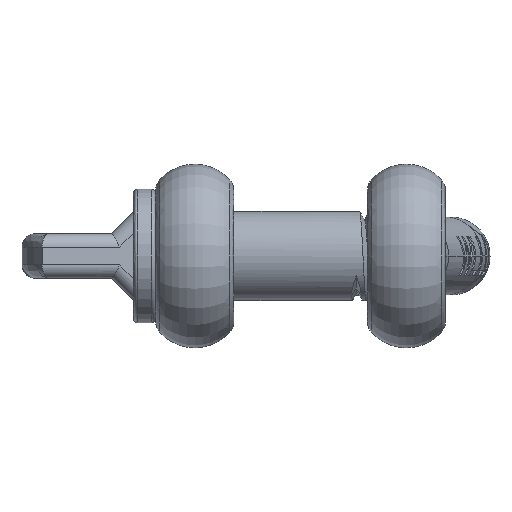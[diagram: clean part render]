
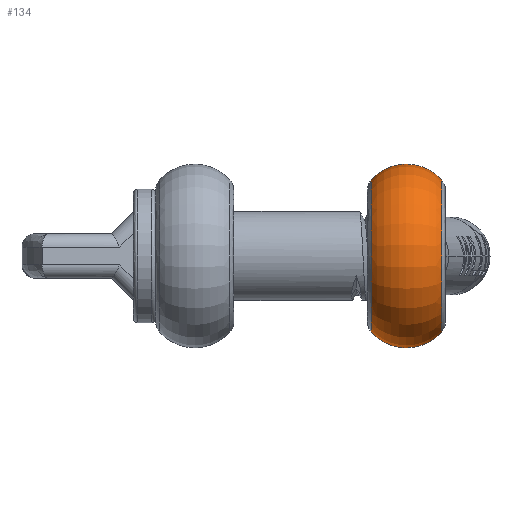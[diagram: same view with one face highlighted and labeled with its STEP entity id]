
A CAD part, front view. The second image highlights one B-rep face of the part: STEP entity #134.
In plain terms, the highlighted toroidal (fillet/blend) face has major radius 4.05 mm and minor radius 4.2 mm.
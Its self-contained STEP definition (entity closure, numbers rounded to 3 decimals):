
#134=ADVANCED_FACE('NONE',(#564),#565,.T.);
#564=FACE_OUTER_BOUND('',#3203,.T.);
#565=TOROIDAL_SURFACE('',#3204,4.05,4.2);
#3203=EDGE_LOOP('',(#8573,#8574,#8575,#8576));
#3204=AXIS2_PLACEMENT_3D('',#8577,#8578,#8579);
#8573=ORIENTED_EDGE('',*,*,#10764,.F.);
#8574=ORIENTED_EDGE('',*,*,#10770,.T.);
#8575=ORIENTED_EDGE('',*,*,#10771,.T.);
#8576=ORIENTED_EDGE('',*,*,#10772,.T.);
#8577=CARTESIAN_POINT('',(9.5,0.,0.));
#8578=DIRECTION('',(1.0,-0.0,0.0));
#8579=DIRECTION('',(0.0,0.0,-1.0));
#10764=EDGE_CURVE('NONE',#11910,#11912,#11913,.T.);
#10770=EDGE_CURVE('NONE',#11910,#11923,#11924,.T.);
#10771=EDGE_CURVE('NONE',#11923,#11925,#11926,.T.);
#10772=EDGE_CURVE('NONE',#11925,#11912,#11927,.T.);
#11910=VERTEX_POINT('NONE',#16107);
#11912=VERTEX_POINT('NONE',#16109);
#11913=CIRCLE('',#16110,4.2);
#11923=VERTEX_POINT('NONE',#16163);
#11924=CIRCLE('',#16164,6.828);
#11925=VERTEX_POINT('NONE',#16165);
#11926=CIRCLE('',#16166,4.2);
#11927=CIRCLE('',#16167,6.828);
#16107=CARTESIAN_POINT('',(6.35,0.,6.828));
#16109=CARTESIAN_POINT('',(12.65,0.,6.828));
#16110=AXIS2_PLACEMENT_3D('',#20968,#20969,#20970);
#16163=CARTESIAN_POINT('',(6.35,0.,-6.828));
#16164=AXIS2_PLACEMENT_3D('',#20974,#20975,#20976);
#16165=CARTESIAN_POINT('',(12.65,0.,-6.828));
#16166=AXIS2_PLACEMENT_3D('',#20977,#20978,#20979);
#16167=AXIS2_PLACEMENT_3D('',#20980,#20981,#20982);
#20968=CARTESIAN_POINT('',(9.5,0.,4.05));
#20969=DIRECTION('',(-0.0,1.0,0.));
#20970=DIRECTION('',(0.0,0.,1.0));
#20974=CARTESIAN_POINT('',(6.35,0.0,0.0));
#20975=DIRECTION('',(1.0,-0.0,0.0));
#20976=DIRECTION('',(0.0,0.,-1.0));
#20977=CARTESIAN_POINT('',(9.5,0.,-4.05));
#20978=DIRECTION('',(0.0,-1.0,0.0));
#20979=DIRECTION('',(0.0,0.0,-1.0));
#20980=CARTESIAN_POINT('',(12.65,0.0,0.0));
#20981=DIRECTION('',(-1.0,0.0,0.0));
#20982=DIRECTION('',(0.0,0.,-1.0));
